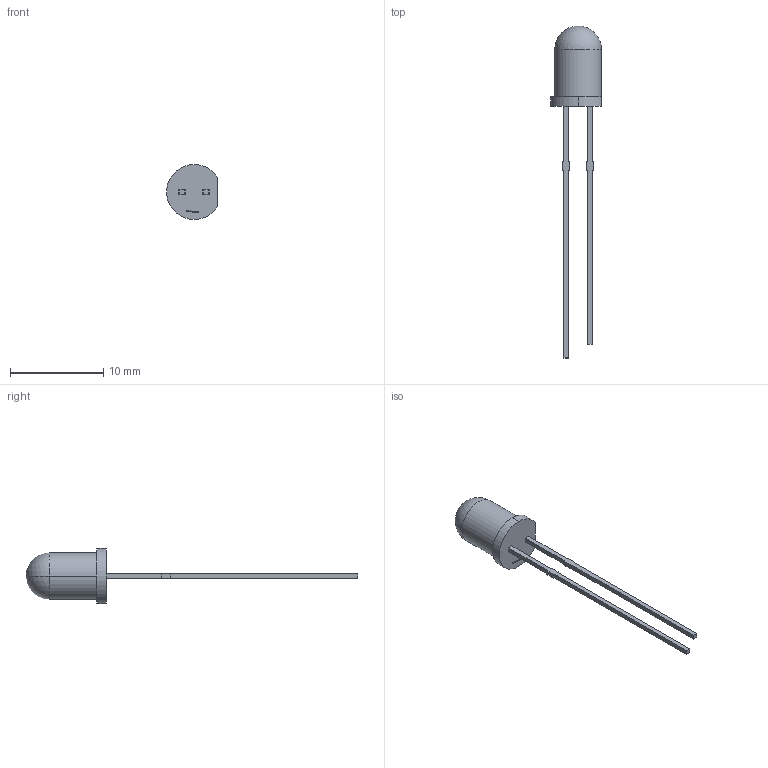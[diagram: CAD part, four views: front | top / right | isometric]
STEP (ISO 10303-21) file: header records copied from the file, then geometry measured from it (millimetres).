
FILE_DESCRIPTION (( 'STEP AP214' ), '1' );
FILE_NAME ('XLxx58.STEP', '2015-08-26T16:30:33', ( '' ), ( '' ), 'SwSTEP 2.0', 'SolidWorks 2012', '' );
FILE_SCHEMA (( 'AUTOMOTIVE_DESIGN' ));
Length unit declared in the file: millimetre
Products named in the file (1): XLxx58
Bounding box: 5.45 x 35.6 x 5.9 mm (x, y, z)
Volume: 172.6 mm3; surface area: 277.1 mm2
Topology: 1 solids, 1 shells, 226 faces, 619 edges, 411 vertices
Faces by surface type: plane 151, bspline 68, cylinder 5, sphere 2
Entity records: 12211 total; most frequent: CARTESIAN_POINT 4431, ORIENTED_EDGE 1230, DIRECTION 809, EDGE_CURVE 615, LINE 467, VECTOR 467, VERTEX_POINT 409, EDGE_LOOP 244
